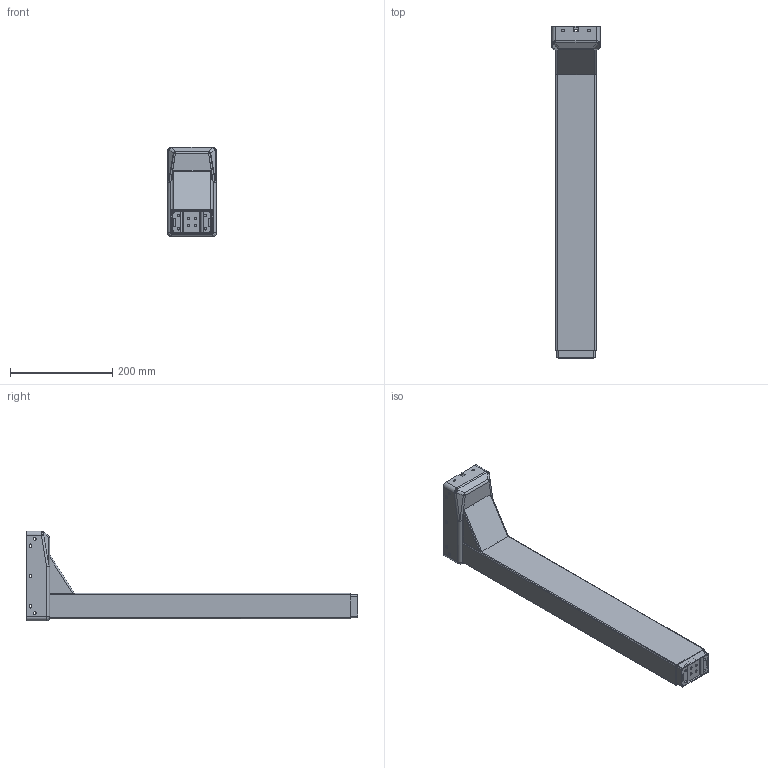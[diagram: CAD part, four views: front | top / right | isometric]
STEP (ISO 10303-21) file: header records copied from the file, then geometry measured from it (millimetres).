
FILE_DESCRIPTION((''),'2;1');
FILE_NAME('JS36DR1-2-R','2020-01-03T10:05:43',('Administrator'),('捷昌驱动'),'CREO PARAMETRIC BY PTC INC, 2018500','CREO PARAMETRIC BY PTC INC, 2018500','');
FILE_SCHEMA(('CONFIG_CONTROL_DESIGN'));
Length unit declared in the file: millimetre
Products named in the file (1): JS36DR1-2-R
Bounding box: 95.5 x 650 x 176 mm (x, y, z)
Volume: 563264.8 mm3; surface area: 703497.5 mm2
Topology: 2 solids, 2 shells, 233 faces, 661 edges, 424 vertices
Faces by surface type: cylinder 115, plane 96, bspline 12, sphere 10
Entity records: 8043 total; most frequent: CARTESIAN_POINT 1770, DIRECTION 1327, ORIENTED_EDGE 1302, EDGE_CURVE 651, AXIS2_PLACEMENT_3D 489, VERTEX_POINT 424, VECTOR 349, LINE 349
